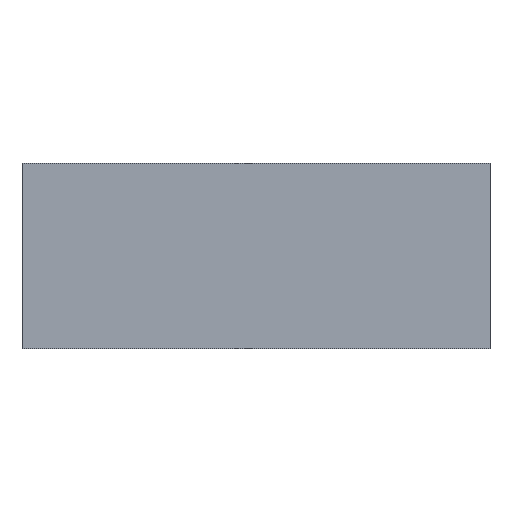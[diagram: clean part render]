
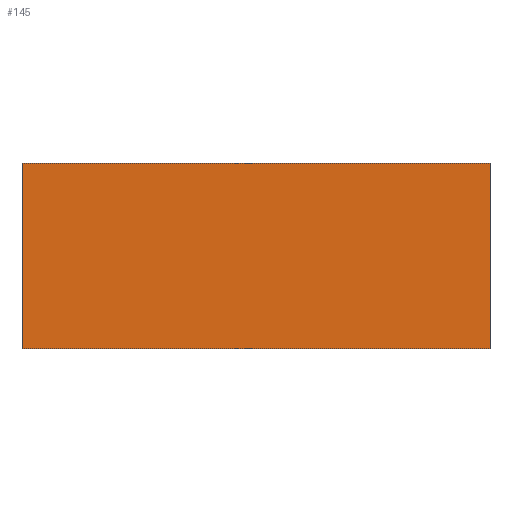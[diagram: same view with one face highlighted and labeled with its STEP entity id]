
A CAD part, left-side view. The second image highlights one B-rep face of the part: STEP entity #145.
In plain terms, the highlighted planar face has unit normal (-1, 0, 0).
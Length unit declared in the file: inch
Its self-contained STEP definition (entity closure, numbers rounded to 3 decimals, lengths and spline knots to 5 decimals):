
#19=FACE_OUTER_BOUND('',#27,.T.);
#27=EDGE_LOOP('',(#115,#116,#117,#118));
#31=LINE('',#211,#49);
#41=LINE('',#230,#59);
#44=LINE('',#237,#62);
#45=LINE('',#238,#63);
#49=VECTOR('',#175,0.3937);
#59=VECTOR('',#189,0.3937);
#62=VECTOR('',#196,0.3937);
#63=VECTOR('',#197,0.3937);
#67=VERTEX_POINT('',#209);
#68=VERTEX_POINT('',#210);
#75=VERTEX_POINT('',#228);
#77=VERTEX_POINT('',#236);
#79=EDGE_CURVE('',#67,#68,#31,.T.);
#89=EDGE_CURVE('',#68,#75,#41,.T.);
#92=EDGE_CURVE('',#77,#75,#44,.T.);
#93=EDGE_CURVE('',#67,#77,#45,.T.);
#115=ORIENTED_EDGE('',*,*,#92,.T.);
#116=ORIENTED_EDGE('',*,*,#89,.F.);
#117=ORIENTED_EDGE('',*,*,#79,.F.);
#118=ORIENTED_EDGE('',*,*,#93,.T.);
#137=PLANE('',#167);
#145=ADVANCED_FACE('',(#19),#137,.T.);
#167=AXIS2_PLACEMENT_3D('',#235,#194,#195);
#175=DIRECTION('',(0.,0.,1.));
#189=DIRECTION('',(0.,-1.,0.));
#194=DIRECTION('center_axis',(-1.,0.,0.));
#195=DIRECTION('ref_axis',(0.,0.,-1.));
#196=DIRECTION('',(0.,0.,1.));
#197=DIRECTION('',(0.,-1.,0.));
#209=CARTESIAN_POINT('',(-63.875,166.,95.3125));
#210=CARTESIAN_POINT('',(-63.875,166.,111.3125));
#211=CARTESIAN_POINT('',(-63.875,166.,95.3125));
#228=CARTESIAN_POINT('',(-63.875,125.5625,111.3125));
#230=CARTESIAN_POINT('',(-63.875,166.,111.3125));
#235=CARTESIAN_POINT('Origin',(-63.875,166.,111.3125));
#236=CARTESIAN_POINT('',(-63.875,125.5625,95.3125));
#237=CARTESIAN_POINT('',(-63.875,125.5625,111.3125));
#238=CARTESIAN_POINT('',(-63.875,166.,95.3125));
